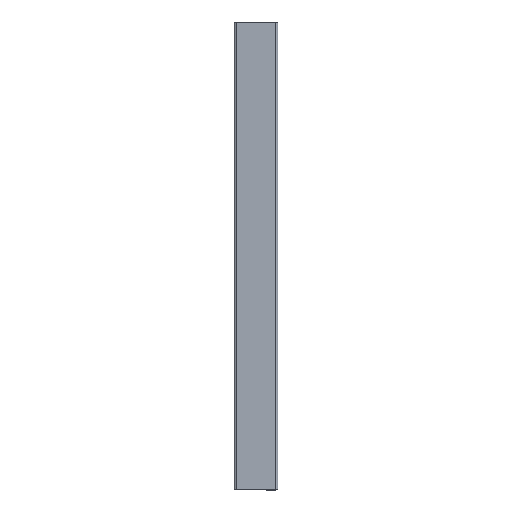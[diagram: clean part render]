
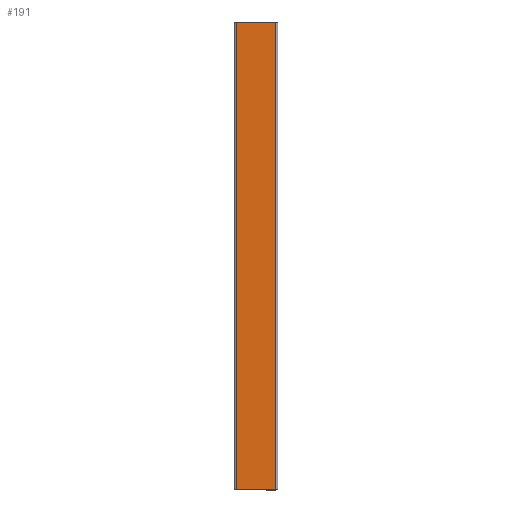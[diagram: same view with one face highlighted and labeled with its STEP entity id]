
A CAD part, top view. The second image highlights one B-rep face of the part: STEP entity #191.
In plain terms, the highlighted planar face has unit normal (0, 0, 1).
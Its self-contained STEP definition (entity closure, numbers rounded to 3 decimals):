
#52 = VERTEX_POINT ( 'NONE', #261 ) ;
#75 = VECTOR ( 'NONE', #485, 1000. ) ;
#81 = CARTESIAN_POINT ( 'NONE',  ( -8.4, 0., 5.7 ) ) ;
#83 = CARTESIAN_POINT ( 'NONE',  ( -8.4, 0., 5.7 ) ) ;
#86 = FACE_OUTER_BOUND ( 'NONE', #741, .T. ) ;
#96 = VECTOR ( 'NONE', #253, 1000. ) ;
#112 = DIRECTION ( 'NONE',  ( -1., 0., 0. ) ) ;
#137 = CARTESIAN_POINT ( 'NONE',  ( -8.4, 0., 5.7 ) ) ;
#161 = VERTEX_POINT ( 'NONE', #550 ) ;
#170 = VERTEX_POINT ( 'NONE', #81 ) ;
#179 = ORIENTED_EDGE ( 'NONE', *, *, #265, .T. ) ;
#191 = ADVANCED_FACE ( 'NONE', ( #86 ), #719, .T. ) ;
#193 = EDGE_CURVE ( 'NONE', #170, #52, #666, .T. ) ;
#203 = DIRECTION ( 'NONE',  ( 1., 0., 0. ) ) ;
#210 = EDGE_CURVE ( 'NONE', #622, #170, #646, .T. ) ;
#253 = DIRECTION ( 'NONE',  ( 0., -1., 0. ) ) ;
#261 = CARTESIAN_POINT ( 'NONE',  ( 8.4, 0., 5.7 ) ) ;
#265 = EDGE_CURVE ( 'NONE', #52, #161, #559, .T. ) ;
#296 = VECTOR ( 'NONE', #737, 1000. ) ;
#375 = ORIENTED_EDGE ( 'NONE', *, *, #210, .T. ) ;
#386 = EDGE_CURVE ( 'NONE', #161, #622, #405, .T. ) ;
#405 = LINE ( 'NONE', #745, #638 ) ;
#431 = ORIENTED_EDGE ( 'NONE', *, *, #193, .T. ) ;
#485 = DIRECTION ( 'NONE',  ( 1., 0., 0. ) ) ;
#492 = AXIS2_PLACEMENT_3D ( 'NONE', #83, #598, #203 ) ;
#529 = CARTESIAN_POINT ( 'NONE',  ( -8.4, 200., 5.7 ) ) ;
#550 = CARTESIAN_POINT ( 'NONE',  ( 8.4, 200., 5.7 ) ) ;
#555 = CARTESIAN_POINT ( 'NONE',  ( -8.4, 0., 5.7 ) ) ;
#559 = LINE ( 'NONE', #724, #296 ) ;
#598 = DIRECTION ( 'NONE',  ( 0., 0., 1. ) ) ;
#622 = VERTEX_POINT ( 'NONE', #529 ) ;
#638 = VECTOR ( 'NONE', #112, 1000. ) ;
#646 = LINE ( 'NONE', #555, #96 ) ;
#666 = LINE ( 'NONE', #137, #75 ) ;
#712 = ORIENTED_EDGE ( 'NONE', *, *, #386, .T. ) ;
#719 = PLANE ( 'NONE',  #492 ) ;
#724 = CARTESIAN_POINT ( 'NONE',  ( 8.4, 0., 5.7 ) ) ;
#737 = DIRECTION ( 'NONE',  ( 0., 1., 0. ) ) ;
#741 = EDGE_LOOP ( 'NONE', ( #431, #179, #712, #375 ) ) ;
#745 = CARTESIAN_POINT ( 'NONE',  ( -8.4, 200., 5.7 ) ) ;
